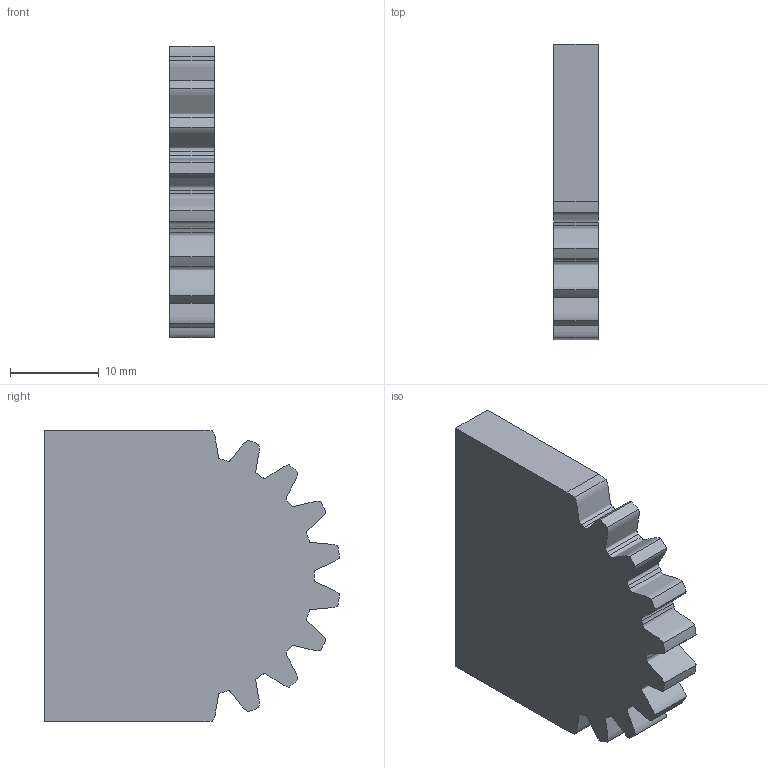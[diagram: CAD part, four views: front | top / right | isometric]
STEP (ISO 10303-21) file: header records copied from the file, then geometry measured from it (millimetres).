
FILE_DESCRIPTION (( 'STEP AP203' ), '1' );
FILE_NAME ('Zglob_celica_zobnik.STEP', '2025-06-08T15:04:56', ( '' ), ( '' ), 'SwSTEP 2.0', 'SolidWorks 2023', '' );
FILE_SCHEMA (( 'CONFIG_CONTROL_DESIGN' ));
Length unit declared in the file: millimetre
Products named in the file (1): Zglob_celica_zobnik
Bounding box: 5 x 33.37 x 32.97 mm (x, y, z)
Volume: 4597.3 mm3; surface area: 2589.7 mm2
Topology: 1 solids, 1 shells, 42 faces, 120 edges, 80 vertices
Faces by surface type: cylinder 19, bspline 18, plane 5
Entity records: 1639 total; most frequent: CARTESIAN_POINT 549, ORIENTED_EDGE 240, DIRECTION 172, EDGE_CURVE 120, VERTEX_POINT 80, AXIS2_PLACEMENT_3D 63, VECTOR 46, LINE 46
